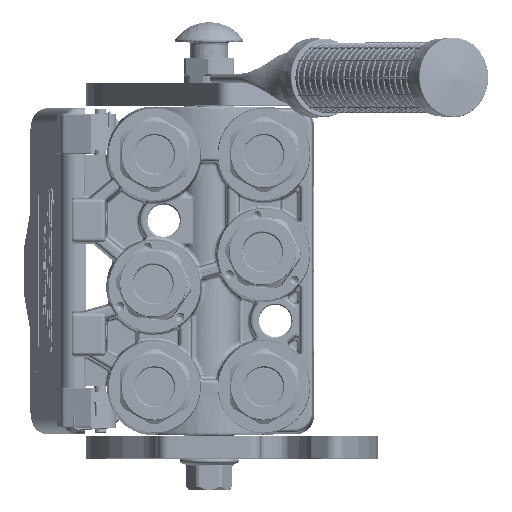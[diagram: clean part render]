
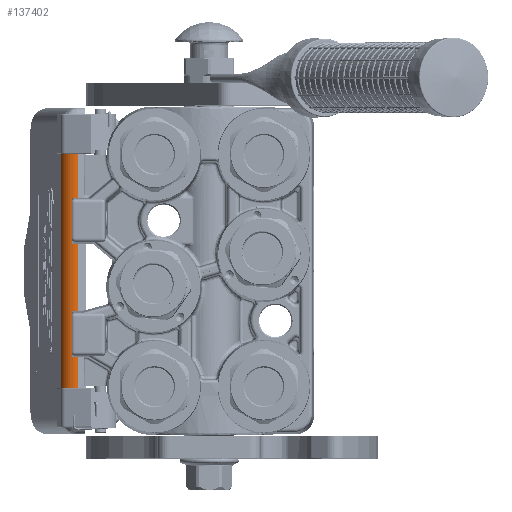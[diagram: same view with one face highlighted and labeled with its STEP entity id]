
A CAD part, top view. The second image highlights one B-rep face of the part: STEP entity #137402.
In plain terms, the highlighted cylindrical face has radius 6.5 mm (diameter 13 mm), a partial arc.
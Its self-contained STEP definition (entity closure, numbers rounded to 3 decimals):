
#430 = DIRECTION ( 'NONE',  ( 0., -1., 0. ) ) ;
#4668 = CIRCLE ( 'NONE', #242119, 6.5 ) ;
#5295 = CARTESIAN_POINT ( 'NONE',  ( 5.789, 51.904, -9.979 ) ) ;
#7881 = CARTESIAN_POINT ( 'NONE',  ( 4.717, 51.384, -9.752 ) ) ;
#11344 = CARTESIAN_POINT ( 'NONE',  ( 6.5, 52.697, -10. ) ) ;
#11510 = EDGE_CURVE ( 'NONE', #242151, #198271, #90893, .T. ) ;
#11530 = CARTESIAN_POINT ( 'NONE',  ( 0., 51.25, -3.5 ) ) ;
#12304 = EDGE_LOOP ( 'NONE', ( #248872, #240348, #151767, #231943, #143917, #226600 ) ) ;
#12526 = EDGE_CURVE ( 'NONE', #93539, #145330, #13211, .T. ) ;
#13211 = LINE ( 'NONE', #109646, #245100 ) ;
#22383 = LINE ( 'NONE', #198327, #102745 ) ;
#23402 = B_SPLINE_CURVE_WITH_KNOTS ( 'NONE', 3,
 ( #185301, #163731, #145587, #200937, #220814, #102510, #240708, #144744, #103375, #122430, #83486, #104203 ),
 .UNSPECIFIED., .F., .F.,
 ( 4, 2, 2, 2, 2, 4 ),
 ( 0., 0.25, 0.375, 0.437, 0.5, 1. ),
 .UNSPECIFIED. ) ;
#32358 = DIRECTION ( 'NONE',  ( 0., -1., 0. ) ) ;
#35518 = DIRECTION ( 'NONE',  ( -1., 0., 0. ) ) ;
#45100 = CARTESIAN_POINT ( 'NONE',  ( 4.839, 51.425, -9.785 ) ) ;
#45923 = CARTESIAN_POINT ( 'NONE',  ( 3.859, 51.25, -9.44 ) ) ;
#47600 = CARTESIAN_POINT ( 'NONE',  ( 5.02, 51.499, -9.83 ) ) ;
#52168 = DIRECTION ( 'NONE',  ( -1., 0., 0. ) ) ;
#52786 = CARTESIAN_POINT ( 'NONE',  ( 6.5, 51.25, -3.5 ) ) ;
#61525 = DIRECTION ( 'NONE',  ( 0., 1., 0. ) ) ;
#62638 = EDGE_CURVE ( 'NONE', #145330, #198271, #23402, .T. ) ;
#66578 = AXIS2_PLACEMENT_3D ( 'NONE', #150704, #32358, #52168 ) ;
#68919 = DIRECTION ( 'NONE',  ( 0., -1., 0. ) ) ;
#83486 = CARTESIAN_POINT ( 'NONE',  ( 4.35, -51.253, -9.658 ) ) ;
#86995 = CARTESIAN_POINT ( 'NONE',  ( 6.5, -52.697, -10. ) ) ;
#87426 = CARTESIAN_POINT ( 'NONE',  ( 5.2, 51.583, -9.869 ) ) ;
#90893 = CIRCLE ( 'NONE', #66578, 6.5 ) ;
#93539 = VERTEX_POINT ( 'NONE', #11344 ) ;
#95352 = VERTEX_POINT ( 'NONE', #11530 ) ;
#102510 = CARTESIAN_POINT ( 'NONE',  ( 5.604, -51.819, -9.938 ) ) ;
#102745 = VECTOR ( 'NONE', #430, 1000. ) ;
#103375 = CARTESIAN_POINT ( 'NONE',  ( 5.38, -51.68, -9.903 ) ) ;
#104203 = CARTESIAN_POINT ( 'NONE',  ( 3.859, -51.25, -9.44 ) ) ;
#104751 = CARTESIAN_POINT ( 'NONE',  ( 5.08, 51.526, -9.843 ) ) ;
#107341 = CARTESIAN_POINT ( 'NONE',  ( 4.351, 51.285, -9.64 ) ) ;
#109646 = CARTESIAN_POINT ( 'NONE',  ( 6.5, 52.697, -10. ) ) ;
#119207 = AXIS2_PLACEMENT_3D ( 'NONE', #239532, #61525, #140194 ) ;
#122430 = CARTESIAN_POINT ( 'NONE',  ( 4.843, -51.385, -9.804 ) ) ;
#123809 = CARTESIAN_POINT ( 'NONE',  ( 4.105, 51.251, -9.548 ) ) ;
#128204 = CARTESIAN_POINT ( 'NONE',  ( 0., -51.25, -3.5 ) ) ;
#137402 = ADVANCED_FACE ( 'NONE', ( #208385 ), #220822, .T. ) ;
#140194 = DIRECTION ( 'NONE',  ( -1., 0., 0. ) ) ;
#143917 = ORIENTED_EDGE ( 'NONE', *, *, #202826, .T. ) ;
#144744 = CARTESIAN_POINT ( 'NONE',  ( 5.436, -51.713, -9.913 ) ) ;
#145330 = VERTEX_POINT ( 'NONE', #86995 ) ;
#145587 = CARTESIAN_POINT ( 'NONE',  ( 6.165, -52.278, -9.994 ) ) ;
#150704 = CARTESIAN_POINT ( 'NONE',  ( 6.5, -51.25, -3.5 ) ) ;
#151767 = ORIENTED_EDGE ( 'NONE', *, *, #156569, .F. ) ;
#156569 = EDGE_CURVE ( 'NONE', #95352, #242151, #22383, .T. ) ;
#163731 = CARTESIAN_POINT ( 'NONE',  ( 6.343, -52.476, -10. ) ) ;
#183323 = CARTESIAN_POINT ( 'NONE',  ( 6.186, 52.254, -10. ) ) ;
#184179 = CARTESIAN_POINT ( 'NONE',  ( 5.261, 51.615, -9.881 ) ) ;
#184998 = CARTESIAN_POINT ( 'NONE',  ( 6.5, 52.697, -10. ) ) ;
#185301 = CARTESIAN_POINT ( 'NONE',  ( 6.5, -52.697, -10. ) ) ;
#192914 = EDGE_CURVE ( 'NONE', #95352, #208227, #4668, .T. ) ;
#198271 = VERTEX_POINT ( 'NONE', #238231 ) ;
#198327 = CARTESIAN_POINT ( 'NONE',  ( 0., 51.25, -3.5 ) ) ;
#200937 = CARTESIAN_POINT ( 'NONE',  ( 5.87, -52.015, -9.97 ) ) ;
#202826 = EDGE_CURVE ( 'NONE', #208227, #93539, #227950, .T. ) ;
#208227 = VERTEX_POINT ( 'NONE', #252280 ) ;
#208385 = FACE_OUTER_BOUND ( 'NONE', #12304, .T. ) ;
#212618 = DIRECTION ( 'NONE',  ( 0., -1., 0. ) ) ;
#220814 = CARTESIAN_POINT ( 'NONE',  ( 5.766, -51.933, -9.959 ) ) ;
#220822 = CYLINDRICAL_SURFACE ( 'NONE', #119207, 6.5 ) ;
#226600 = ORIENTED_EDGE ( 'NONE', *, *, #12526, .T. ) ;
#227950 = B_SPLINE_CURVE_WITH_KNOTS ( 'NONE', 3,
 ( #45923, #123809, #107341, #7881, #45100, #47600, #104751, #87426, #184179, #5295, #183323, #184998 ),
 .UNSPECIFIED., .F., .F.,
 ( 4, 2, 2, 2, 2, 4 ),
 ( 0., 0.25, 0.375, 0.438, 0.5, 1. ),
 .UNSPECIFIED. ) ;
#231943 = ORIENTED_EDGE ( 'NONE', *, *, #192914, .T. ) ;
#238231 = CARTESIAN_POINT ( 'NONE',  ( 3.859, -51.25, -9.44 ) ) ;
#239532 = CARTESIAN_POINT ( 'NONE',  ( 6.5, 257.915, -3.5 ) ) ;
#240348 = ORIENTED_EDGE ( 'NONE', *, *, #11510, .F. ) ;
#240708 = CARTESIAN_POINT ( 'NONE',  ( 5.549, -51.783, -9.93 ) ) ;
#242119 = AXIS2_PLACEMENT_3D ( 'NONE', #52786, #212618, #35518 ) ;
#242151 = VERTEX_POINT ( 'NONE', #128204 ) ;
#245100 = VECTOR ( 'NONE', #68919, 1000. ) ;
#248872 = ORIENTED_EDGE ( 'NONE', *, *, #62638, .T. ) ;
#252280 = CARTESIAN_POINT ( 'NONE',  ( 3.859, 51.25, -9.44 ) ) ;
